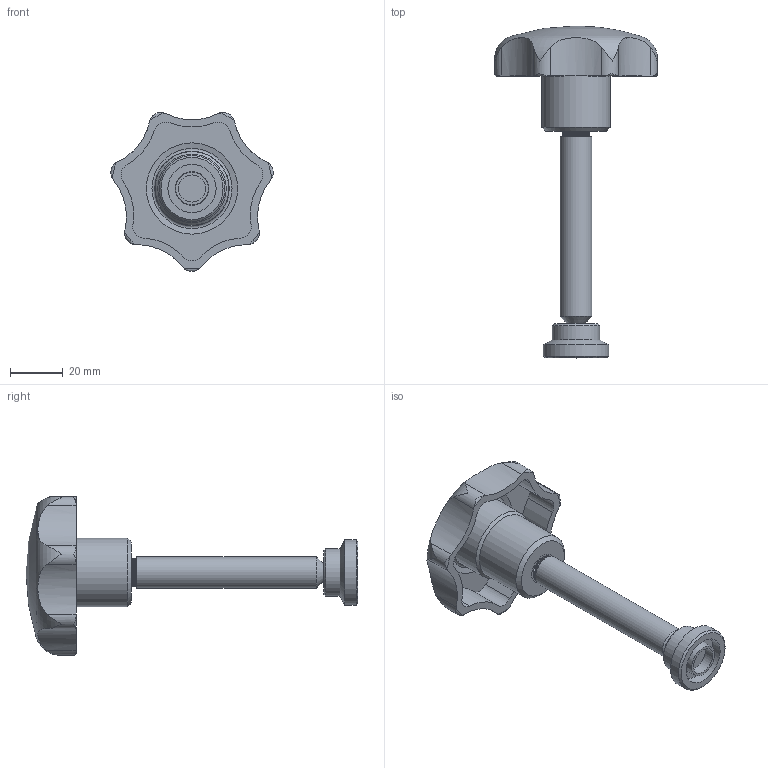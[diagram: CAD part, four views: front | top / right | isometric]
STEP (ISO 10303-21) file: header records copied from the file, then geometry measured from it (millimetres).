
FILE_DESCRIPTION( ( 'STEP AP214' ), '1' );
FILE_NAME( 'K0394.12086.stp', '2020-12-07T10:24:41', ( '' ), ( '' ), ' ', 'PARTsolutions', ' ' );
FILE_SCHEMA( ( 'AUTOMOTIVE_DESIGN { 1 0 10303 214 1 1 1 1 }' ) );
Length unit declared in the file: millimetre
Products named in the file (4): K0394.12086; _K0394_gewindestift_12; _K0155.212_schwarz; _K0393.212
Assembly tree (3 placements, depth 2):
  K0394.12086
    _K0394_gewindestift_12
    _K0155.212_schwarz
    _K0393.212
Bounding box: 61.64 x 126 x 60.32 mm (x, y, z)
Volume: 46431.1 mm3; surface area: 19427.1 mm2
Topology: 3 solids, 3 shells, 257 faces, 732 edges, 488 vertices
Faces by surface type: plane 193, cylinder 40, cone 12, torus 9, sphere 3
Full cylindrical faces by diameter (mm): 6.6 x1, 7.9 x1, 8.15 x1, 10.106 x1, 10.3 x1, 12 x2, 18 x1, 18.3 x1, 25 x1, 26 x1, 28 x1
Entity records: 10640 total; most frequent: CARTESIAN_POINT 1950, ORIENTED_EDGE 1390, DIRECTION 1274, EDGE_CURVE 695, LINE 568, VECTOR 568, VERTEX_POINT 483, AXIS2_PLACEMENT_3D 353
